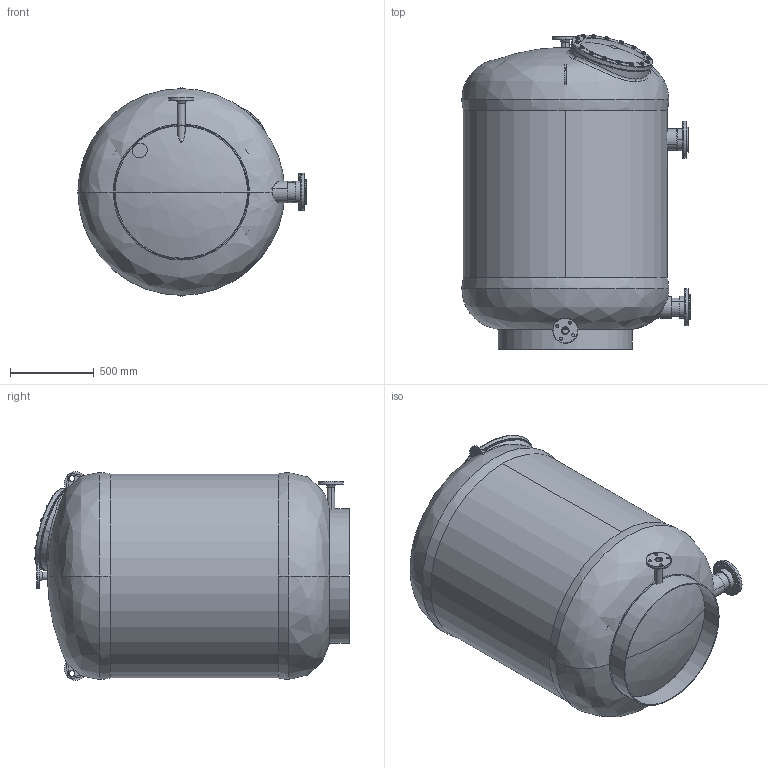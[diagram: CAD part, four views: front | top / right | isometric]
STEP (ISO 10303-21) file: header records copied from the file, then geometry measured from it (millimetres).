
FILE_DESCRIPTION (( 'STEP AP214' ), '1' );
FILE_NAME ('Adriatic_S120C_sb1000.STEP', '2020-11-05T12:08:50', ( '' ), ( '' ), 'SwSTEP 2.0', 'SolidWorks 2019', '' );
FILE_SCHEMA (( 'AUTOMOTIVE_DESIGN' ));
Length unit declared in the file: millimetre
Products named in the file (1): Adriatic_S120C_sb1000
Bounding box: 1361.18 x 1876.04 x 1245.3 mm (x, y, z)
Volume: 97771194.2 mm3; surface area: 17366552.6 mm2
Topology: 51 solids, 51 shells, 943 faces, 2212 edges, 1391 vertices
Faces by surface type: cylinder 366, plane 257, cone 211, bspline 109
Entity records: 52374 total; most frequent: CARTESIAN_POINT 19957, DIRECTION 4590, ORIENTED_EDGE 4342, EDGE_CURVE 2171, AXIS2_PLACEMENT_3D 1951, VERTEX_POINT 1391, EDGE_LOOP 1160, CIRCLE 1116
